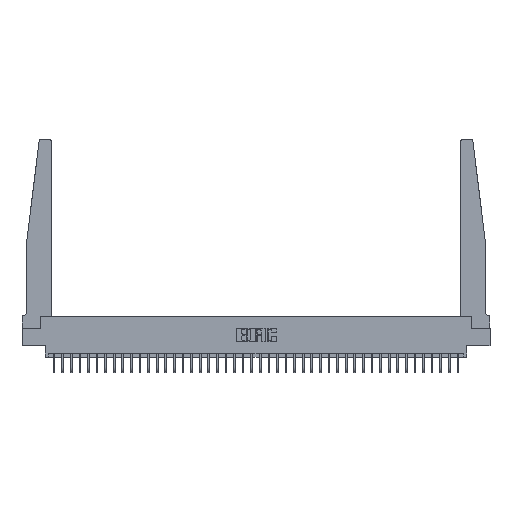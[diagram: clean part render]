
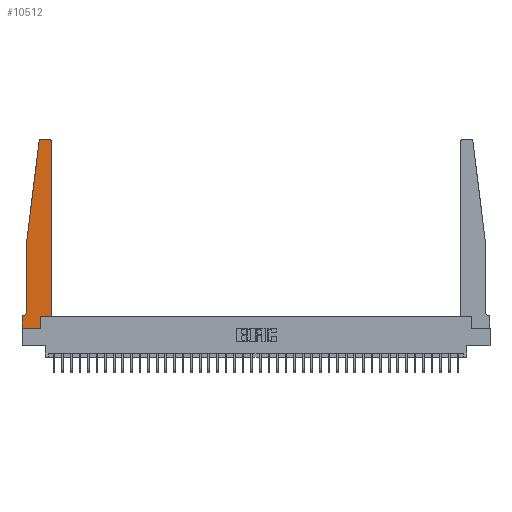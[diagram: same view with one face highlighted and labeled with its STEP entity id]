
A CAD part, top view. The second image highlights one B-rep face of the part: STEP entity #10512.
In plain terms, the highlighted planar face has unit normal (0, 0, 1).
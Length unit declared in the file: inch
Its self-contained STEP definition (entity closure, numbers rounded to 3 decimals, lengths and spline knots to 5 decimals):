
#10 = AXIS2_PLACEMENT_3D ( 'NONE', #29220, #17783, #34740 ) ;
#199 = ORIENTED_EDGE ( 'NONE', *, *, #18674, .T. ) ;
#235 = AXIS2_PLACEMENT_3D ( 'NONE', #33518, #10448, #18835 ) ;
#290 = ORIENTED_EDGE ( 'NONE', *, *, #10339, .T. ) ;
#829 = DIRECTION ( 'NONE',  ( -0.122, -0.992, 0. ) ) ;
#1024 = DIRECTION ( 'NONE',  ( 0., 0., 1. ) ) ;
#1246 = ORIENTED_EDGE ( 'NONE', *, *, #15053, .T. ) ;
#1382 = VECTOR ( 'NONE', #22725, 39.37008 ) ;
#2434 = LINE ( 'NONE', #14078, #31237 ) ;
#4736 = VECTOR ( 'NONE', #7154, 39.37008 ) ;
#4778 = CARTESIAN_POINT ( 'NONE',  ( 0.065, 1.25, 0.37 ) ) ;
#5568 = CARTESIAN_POINT ( 'NONE',  ( 0., 0.1875, 0.37 ) ) ;
#5814 = VERTEX_POINT ( 'NONE', #28324 ) ;
#5997 = CARTESIAN_POINT ( 'NONE',  ( 0.395, 2.75, 0.37 ) ) ;
#6007 = CARTESIAN_POINT ( 'NONE',  ( 0.2605, 0.18, 0.37 ) ) ;
#6369 = CIRCLE ( 'NONE', #10624, 0.03 ) ;
#6445 = ORIENTED_EDGE ( 'NONE', *, *, #27060, .T. ) ;
#6909 = DIRECTION ( 'NONE',  ( 1., 0., 0. ) ) ;
#6971 = LINE ( 'NONE', #12178, #13846 ) ;
#7154 = DIRECTION ( 'NONE',  ( 0., -1., 0. ) ) ;
#7184 = PLANE ( 'NONE',  #235 ) ;
#7443 = VERTEX_POINT ( 'NONE', #11659 ) ;
#8121 = LINE ( 'NONE', #19753, #23406 ) ;
#8437 = EDGE_CURVE ( 'NONE', #17812, #14038, #19481, .T. ) ;
#9314 = VERTEX_POINT ( 'NONE', #35795 ) ;
#10339 = EDGE_CURVE ( 'NONE', #21525, #33478, #35613, .T. ) ;
#10448 = DIRECTION ( 'NONE',  ( 0., 0., 1. ) ) ;
#10507 = ORIENTED_EDGE ( 'NONE', *, *, #31310, .T. ) ;
#10512 = ADVANCED_FACE ( 'NONE', ( #22249 ), #7184, .T. ) ;
#10624 = AXIS2_PLACEMENT_3D ( 'NONE', #31793, #1024, #6909 ) ;
#10760 = EDGE_CURVE ( 'NONE', #22611, #9314, #8121, .T. ) ;
#11659 = CARTESIAN_POINT ( 'NONE',  ( 0.2605, 0.18, 0.37 ) ) ;
#12178 = CARTESIAN_POINT ( 'NONE',  ( 0.425, 0.18, 0.37 ) ) ;
#12400 = EDGE_LOOP ( 'NONE', ( #35193, #31732, #36540, #199, #10507, #12807, #28507, #290, #1246, #33650, #13145, #6445 ) ) ;
#12501 = CARTESIAN_POINT ( 'NONE',  ( 0.425, 0.18, 0.37 ) ) ;
#12807 = ORIENTED_EDGE ( 'NONE', *, *, #23052, .T. ) ;
#13145 = ORIENTED_EDGE ( 'NONE', *, *, #8437, .T. ) ;
#13275 = LINE ( 'NONE', #36533, #4736 ) ;
#13846 = VECTOR ( 'NONE', #21301, 39.37008 ) ;
#14038 = VERTEX_POINT ( 'NONE', #33809 ) ;
#14078 = CARTESIAN_POINT ( 'NONE',  ( 0., 0., 0.37 ) ) ;
#15053 = EDGE_CURVE ( 'NONE', #33478, #7443, #20495, .T. ) ;
#16187 = CARTESIAN_POINT ( 'NONE',  ( 0.015, 0.2375, 0.37 ) ) ;
#16646 = CARTESIAN_POINT ( 'NONE',  ( 0.015, 0.1875, 0.37 ) ) ;
#17783 = DIRECTION ( 'NONE',  ( 0., 0., 1. ) ) ;
#17812 = VERTEX_POINT ( 'NONE', #19122 ) ;
#18674 = EDGE_CURVE ( 'NONE', #19793, #5814, #13275, .T. ) ;
#18835 = DIRECTION ( 'NONE',  ( 1., 0., 0. ) ) ;
#18867 = DIRECTION ( 'NONE',  ( 0., 0., -1. ) ) ;
#19122 = CARTESIAN_POINT ( 'NONE',  ( 0.425, 0.18, 0.37 ) ) ;
#19277 = CARTESIAN_POINT ( 'NONE',  ( 0.24675, 2.72367, 0.37 ) ) ;
#19293 = VERTEX_POINT ( 'NONE', #16646 ) ;
#19393 = AXIS2_PLACEMENT_3D ( 'NONE', #16187, #18867, #24405 ) ;
#19481 = LINE ( 'NONE', #12501, #23693 ) ;
#19709 = VECTOR ( 'NONE', #31688, 39.37008 ) ;
#19739 = VERTEX_POINT ( 'NONE', #19277 ) ;
#19753 = CARTESIAN_POINT ( 'NONE',  ( 0.25, 2.75, 0.37 ) ) ;
#19793 = VERTEX_POINT ( 'NONE', #4778 ) ;
#20095 = CIRCLE ( 'NONE', #10, 0.03 ) ;
#20495 = LINE ( 'NONE', #6007, #21098 ) ;
#21098 = VECTOR ( 'NONE', #25815, 39.37008 ) ;
#21301 = DIRECTION ( 'NONE',  ( 1., 0., 0. ) ) ;
#21321 = CARTESIAN_POINT ( 'NONE',  ( 0., 0., 0.37 ) ) ;
#21391 = EDGE_CURVE ( 'NONE', #9314, #19739, #20095, .T. ) ;
#21525 = VERTEX_POINT ( 'NONE', #30524 ) ;
#21803 = CIRCLE ( 'NONE', #19393, 0.05 ) ;
#21895 = DIRECTION ( 'NONE',  ( 0., -1., 0. ) ) ;
#22249 = FACE_OUTER_BOUND ( 'NONE', #12400, .T. ) ;
#22611 = VERTEX_POINT ( 'NONE', #5997 ) ;
#22725 = DIRECTION ( 'NONE',  ( -1., 0., 0. ) ) ;
#23052 = EDGE_CURVE ( 'NONE', #19293, #26149, #32245, .T. ) ;
#23388 = EDGE_CURVE ( 'NONE', #26149, #21525, #2434, .T. ) ;
#23406 = VECTOR ( 'NONE', #31401, 39.37008 ) ;
#23693 = VECTOR ( 'NONE', #33265, 39.37008 ) ;
#24405 = DIRECTION ( 'NONE',  ( -1., 0., 0. ) ) ;
#25815 = DIRECTION ( 'NONE',  ( 0., 1., 0. ) ) ;
#25817 = VECTOR ( 'NONE', #829, 39.37008 ) ;
#26149 = VERTEX_POINT ( 'NONE', #5568 ) ;
#26253 = LINE ( 'NONE', #31982, #25817 ) ;
#27043 = EDGE_CURVE ( 'NONE', #19739, #19793, #26253, .T. ) ;
#27060 = EDGE_CURVE ( 'NONE', #14038, #22611, #6369, .T. ) ;
#28324 = CARTESIAN_POINT ( 'NONE',  ( 0.065, 0.2375, 0.37 ) ) ;
#28507 = ORIENTED_EDGE ( 'NONE', *, *, #23388, .T. ) ;
#29220 = CARTESIAN_POINT ( 'NONE',  ( 0.27653, 2.72, 0.37 ) ) ;
#30479 = EDGE_CURVE ( 'NONE', #7443, #17812, #6971, .T. ) ;
#30524 = CARTESIAN_POINT ( 'NONE',  ( 0., 0., 0.37 ) ) ;
#31125 = CARTESIAN_POINT ( 'NONE',  ( 0.2605, 0., 0.37 ) ) ;
#31237 = VECTOR ( 'NONE', #21895, 39.37008 ) ;
#31310 = EDGE_CURVE ( 'NONE', #5814, #19293, #21803, .T. ) ;
#31320 = CARTESIAN_POINT ( 'NONE',  ( 0.065, 0.1875, 0.37 ) ) ;
#31401 = DIRECTION ( 'NONE',  ( -1., 0., 0. ) ) ;
#31688 = DIRECTION ( 'NONE',  ( 1., 0., 0. ) ) ;
#31732 = ORIENTED_EDGE ( 'NONE', *, *, #21391, .T. ) ;
#31793 = CARTESIAN_POINT ( 'NONE',  ( 0.395, 2.72, 0.37 ) ) ;
#31982 = CARTESIAN_POINT ( 'NONE',  ( 0.065, 1.25, 0.37 ) ) ;
#32245 = LINE ( 'NONE', #31320, #1382 ) ;
#33265 = DIRECTION ( 'NONE',  ( 0., 1., 0. ) ) ;
#33478 = VERTEX_POINT ( 'NONE', #31125 ) ;
#33518 = CARTESIAN_POINT ( 'NONE',  ( 0., 0.1875, 0.37 ) ) ;
#33650 = ORIENTED_EDGE ( 'NONE', *, *, #30479, .T. ) ;
#33809 = CARTESIAN_POINT ( 'NONE',  ( 0.425, 2.72, 0.37 ) ) ;
#34740 = DIRECTION ( 'NONE',  ( 1., 0., 0. ) ) ;
#35193 = ORIENTED_EDGE ( 'NONE', *, *, #10760, .T. ) ;
#35613 = LINE ( 'NONE', #21321, #19709 ) ;
#35795 = CARTESIAN_POINT ( 'NONE',  ( 0.27653, 2.75, 0.37 ) ) ;
#36533 = CARTESIAN_POINT ( 'NONE',  ( 0.065, 1.25, 0.37 ) ) ;
#36540 = ORIENTED_EDGE ( 'NONE', *, *, #27043, .T. ) ;
